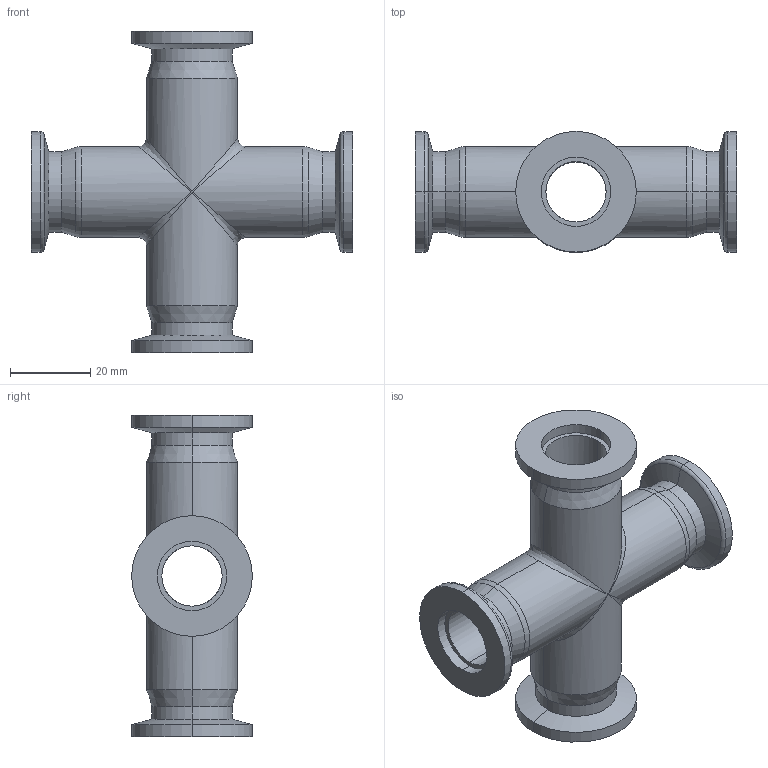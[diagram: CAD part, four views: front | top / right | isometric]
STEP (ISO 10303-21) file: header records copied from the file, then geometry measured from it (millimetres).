
FILE_DESCRIPTION (( 'STEP AP214' ), '1' );
FILE_NAME ('Hositrad_KX4-16-19-Alu.STEP', '2014-08-07T13:53:07', ( '' ), ( '' ), 'SwSTEP 2.0', 'SolidWorks 2014', '' );
FILE_SCHEMA (( 'AUTOMOTIVE_DESIGN' ));
Length unit declared in the file: millimetre
Products named in the file (1): Hositrad_KX4-16-19-Alu
Bounding box: 80 x 30 x 80 mm (x, y, z)
Volume: 32243.3 mm3; surface area: 19463.1 mm2
Topology: 1 solids, 1 shells, 76 faces, 168 edges, 88 vertices
Faces by surface type: cylinder 40, cone 16, torus 8, plane 8, bspline 4
Entity records: 2430 total; most frequent: CARTESIAN_POINT 801, DIRECTION 362, ORIENTED_EDGE 320, EDGE_CURVE 160, AXIS2_PLACEMENT_3D 153, VERTEX_POINT 88, EDGE_LOOP 84, CIRCLE 80
